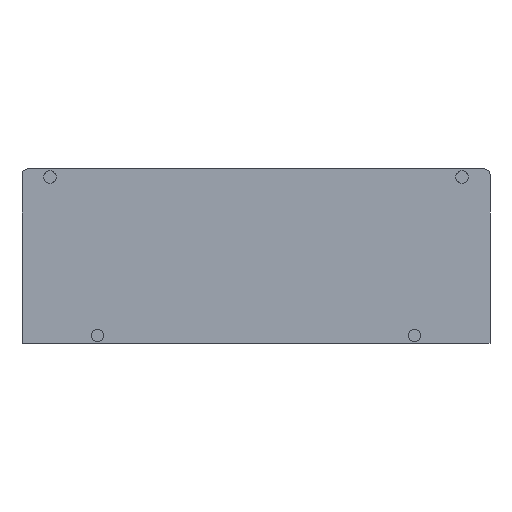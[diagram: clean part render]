
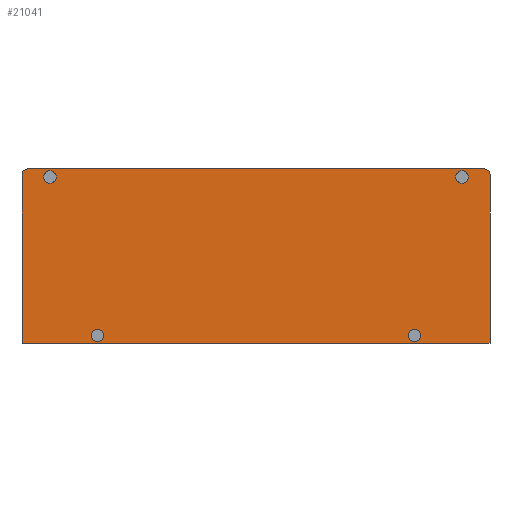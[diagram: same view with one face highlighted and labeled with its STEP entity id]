
A CAD part, front view. The second image highlights one B-rep face of the part: STEP entity #21041.
In plain terms, the highlighted planar face has unit normal (0, -1, 0).
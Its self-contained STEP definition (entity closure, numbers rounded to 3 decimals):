
#326 = CARTESIAN_POINT ( 'NONE',  ( -12.7, -20.25, -13.875 ) ) ;
#437 = AXIS2_PLACEMENT_3D ( 'NONE', #5832, #25846, #17203 ) ;
#495 = LINE ( 'NONE', #25016, #21834 ) ;
#1330 = CARTESIAN_POINT ( 'NONE',  ( -18.75, -20.25, -14. ) ) ;
#1384 = DIRECTION ( 'NONE',  ( 0., 0., -1. ) ) ;
#1770 = EDGE_LOOP ( 'NONE', ( #30116, #26820 ) ) ;
#1887 = CARTESIAN_POINT ( 'NONE',  ( -18.75, -20.25, -14. ) ) ;
#1910 = VERTEX_POINT ( 'NONE', #12656 ) ;
#2616 = DIRECTION ( 'NONE',  ( 0., 0., -1. ) ) ;
#2946 = VERTEX_POINT ( 'NONE', #13327 ) ;
#3623 = VECTOR ( 'NONE', #14556, 1000. ) ;
#3804 = EDGE_CURVE ( 'NONE', #2946, #1910, #20468, .T. ) ;
#3883 = CIRCLE ( 'NONE', #9106, 0.5 ) ;
#3913 = EDGE_CURVE ( 'NONE', #29900, #25520, #3883, .T. ) ;
#4282 = CARTESIAN_POINT ( 'NONE',  ( 18.75, -20.25, -14. ) ) ;
#4428 = CARTESIAN_POINT ( 'NONE',  ( 12.7, -20.25, -13.375 ) ) ;
#4628 = CARTESIAN_POINT ( 'NONE',  ( -18.75, -20.25, -14. ) ) ;
#4713 = CARTESIAN_POINT ( 'NONE',  ( -16.51, -20.25, -1.175 ) ) ;
#4913 = CARTESIAN_POINT ( 'NONE',  ( 12.7, -20.25, -13.375 ) ) ;
#4936 = VERTEX_POINT ( 'NONE', #5843 ) ;
#4970 = CARTESIAN_POINT ( 'NONE',  ( -18.75, -20.25, -14. ) ) ;
#5652 = AXIS2_PLACEMENT_3D ( 'NONE', #24559, #10647, #2616 ) ;
#5832 = CARTESIAN_POINT ( 'NONE',  ( 16.51, -20.25, -0.675 ) ) ;
#5843 = CARTESIAN_POINT ( 'NONE',  ( -16.51, -20.25, -0.175 ) ) ;
#6082 = FACE_BOUND ( 'NONE', #1770, .T. ) ;
#7794 = VERTEX_POINT ( 'NONE', #4282 ) ;
#7978 = DIRECTION ( 'NONE',  ( 0., 0., -1. ) ) ;
#9106 = AXIS2_PLACEMENT_3D ( 'NONE', #12117, #31222, #31575 ) ;
#9568 = VERTEX_POINT ( 'NONE', #29644 ) ;
#9680 = DIRECTION ( 'NONE',  ( 0., 0., -1. ) ) ;
#10244 = CIRCLE ( 'NONE', #13991, 0.5 ) ;
#10294 = DIRECTION ( 'NONE',  ( 0., -1., 0. ) ) ;
#10393 = ORIENTED_EDGE ( 'NONE', *, *, #20018, .F. ) ;
#10647 = DIRECTION ( 'NONE',  ( 0., -1., 0. ) ) ;
#10889 = FACE_BOUND ( 'NONE', #33773, .T. ) ;
#11611 = CARTESIAN_POINT ( 'NONE',  ( 18.75, -20.25, -14. ) ) ;
#12117 = CARTESIAN_POINT ( 'NONE',  ( -12.7, -20.25, -13.375 ) ) ;
#12159 = ORIENTED_EDGE ( 'NONE', *, *, #24415, .F. ) ;
#12581 = EDGE_CURVE ( 'NONE', #29908, #25471, #28150, .T. ) ;
#12656 = CARTESIAN_POINT ( 'NONE',  ( 16.51, -20.25, -1.175 ) ) ;
#13009 = VERTEX_POINT ( 'NONE', #4970 ) ;
#13327 = CARTESIAN_POINT ( 'NONE',  ( 16.51, -20.25, -0.175 ) ) ;
#13518 = EDGE_CURVE ( 'NONE', #9568, #23378, #10244, .T. ) ;
#13807 = CIRCLE ( 'NONE', #21807, 0.5 ) ;
#13991 = AXIS2_PLACEMENT_3D ( 'NONE', #15064, #17851, #28538 ) ;
#14310 = ORIENTED_EDGE ( 'NONE', *, *, #26318, .F. ) ;
#14350 = ORIENTED_EDGE ( 'NONE', *, *, #24676, .F. ) ;
#14486 = VECTOR ( 'NONE', #31973, 1000. ) ;
#14556 = DIRECTION ( 'NONE',  ( 0., 0., 1. ) ) ;
#15064 = CARTESIAN_POINT ( 'NONE',  ( -18.25, -20.25, -0.5 ) ) ;
#15339 = ORIENTED_EDGE ( 'NONE', *, *, #22757, .T. ) ;
#15796 = DIRECTION ( 'NONE',  ( 0., -1., 0. ) ) ;
#16706 = CARTESIAN_POINT ( 'NONE',  ( -16.51, -20.25, -0.675 ) ) ;
#16771 = EDGE_LOOP ( 'NONE', ( #10393, #35843, #21449, #15339, #29046, #19211 ) ) ;
#16958 = CARTESIAN_POINT ( 'NONE',  ( 18.75, -20.25, -0.5 ) ) ;
#17019 = AXIS2_PLACEMENT_3D ( 'NONE', #4913, #35209, #29653 ) ;
#17203 = DIRECTION ( 'NONE',  ( 0., 0., -1. ) ) ;
#17851 = DIRECTION ( 'NONE',  ( 0., -1., 0. ) ) ;
#17885 = EDGE_CURVE ( 'NONE', #13009, #23378, #19229, .T. ) ;
#17990 = CIRCLE ( 'NONE', #437, 0.5 ) ;
#18230 = CARTESIAN_POINT ( 'NONE',  ( -12.7, -20.25, -13.375 ) ) ;
#19211 = ORIENTED_EDGE ( 'NONE', *, *, #34368, .T. ) ;
#19229 = LINE ( 'NONE', #1330, #14486 ) ;
#19238 = AXIS2_PLACEMENT_3D ( 'NONE', #18230, #10294, #29760 ) ;
#19513 = DIRECTION ( 'NONE',  ( 1., 0., 0. ) ) ;
#19628 = FACE_BOUND ( 'NONE', #31653, .T. ) ;
#20018 = EDGE_CURVE ( 'NONE', #9568, #31077, #495, .T. ) ;
#20099 = CIRCLE ( 'NONE', #30062, 0.5 ) ;
#20468 = CIRCLE ( 'NONE', #28937, 0.5 ) ;
#20547 = AXIS2_PLACEMENT_3D ( 'NONE', #29521, #15796, #29399 ) ;
#20673 = CARTESIAN_POINT ( 'NONE',  ( 18.25, -20.25, 0. ) ) ;
#20855 = DIRECTION ( 'NONE',  ( 0., -1., 0. ) ) ;
#20891 = DIRECTION ( 'NONE',  ( 0., -1., 0. ) ) ;
#21041 = ADVANCED_FACE ( 'NONE', ( #35227, #19628, #30055, #6082, #10889 ), #23790, .T. ) ;
#21368 = DIRECTION ( 'NONE',  ( 1., 0., 0. ) ) ;
#21449 = ORIENTED_EDGE ( 'NONE', *, *, #17885, .F. ) ;
#21807 = AXIS2_PLACEMENT_3D ( 'NONE', #16706, #27416, #35641 ) ;
#21834 = VECTOR ( 'NONE', #19513, 1000. ) ;
#22065 = CIRCLE ( 'NONE', #5652, 0.5 ) ;
#22572 = CARTESIAN_POINT ( 'NONE',  ( -12.7, -20.25, -12.875 ) ) ;
#22757 = EDGE_CURVE ( 'NONE', #13009, #7794, #32544, .T. ) ;
#23040 = CARTESIAN_POINT ( 'NONE',  ( 12.7, -20.25, -12.875 ) ) ;
#23378 = VERTEX_POINT ( 'NONE', #31156 ) ;
#23790 = PLANE ( 'NONE',  #31064 ) ;
#24076 = ORIENTED_EDGE ( 'NONE', *, *, #12581, .F. ) ;
#24415 = EDGE_CURVE ( 'NONE', #30013, #4936, #13807, .T. ) ;
#24559 = CARTESIAN_POINT ( 'NONE',  ( -16.51, -20.25, -0.675 ) ) ;
#24676 = EDGE_CURVE ( 'NONE', #4936, #30013, #22065, .T. ) ;
#25016 = CARTESIAN_POINT ( 'NONE',  ( -18.75, -20.25, 0. ) ) ;
#25471 = VERTEX_POINT ( 'NONE', #30624 ) ;
#25512 = CIRCLE ( 'NONE', #19238, 0.5 ) ;
#25520 = VERTEX_POINT ( 'NONE', #326 ) ;
#25846 = DIRECTION ( 'NONE',  ( 0., -1., 0. ) ) ;
#26067 = VECTOR ( 'NONE', #21368, 1000. ) ;
#26318 = EDGE_CURVE ( 'NONE', #25520, #29900, #25512, .T. ) ;
#26330 = ORIENTED_EDGE ( 'NONE', *, *, #32012, .F. ) ;
#26820 = ORIENTED_EDGE ( 'NONE', *, *, #29912, .F. ) ;
#26999 = CIRCLE ( 'NONE', #20547, 0.5 ) ;
#27150 = LINE ( 'NONE', #11611, #3623 ) ;
#27250 = DIRECTION ( 'NONE',  ( 0., -1., 0. ) ) ;
#27416 = DIRECTION ( 'NONE',  ( 0., -1., 0. ) ) ;
#28150 = CIRCLE ( 'NONE', #17019, 0.5 ) ;
#28172 = VERTEX_POINT ( 'NONE', #16958 ) ;
#28538 = DIRECTION ( 'NONE',  ( 0., 0., -1. ) ) ;
#28937 = AXIS2_PLACEMENT_3D ( 'NONE', #33160, #27250, #7978 ) ;
#29046 = ORIENTED_EDGE ( 'NONE', *, *, #29776, .T. ) ;
#29399 = DIRECTION ( 'NONE',  ( 0., 0., -1. ) ) ;
#29521 = CARTESIAN_POINT ( 'NONE',  ( 18.25, -20.25, -0.5 ) ) ;
#29644 = CARTESIAN_POINT ( 'NONE',  ( -18.25, -20.25, 0. ) ) ;
#29653 = DIRECTION ( 'NONE',  ( 0., 0., -1. ) ) ;
#29760 = DIRECTION ( 'NONE',  ( 0., 0., -1. ) ) ;
#29776 = EDGE_CURVE ( 'NONE', #7794, #28172, #27150, .T. ) ;
#29900 = VERTEX_POINT ( 'NONE', #22572 ) ;
#29908 = VERTEX_POINT ( 'NONE', #23040 ) ;
#29912 = EDGE_CURVE ( 'NONE', #1910, #2946, #17990, .T. ) ;
#30013 = VERTEX_POINT ( 'NONE', #4713 ) ;
#30055 = FACE_OUTER_BOUND ( 'NONE', #16771, .T. ) ;
#30062 = AXIS2_PLACEMENT_3D ( 'NONE', #4428, #20891, #9680 ) ;
#30116 = ORIENTED_EDGE ( 'NONE', *, *, #3804, .F. ) ;
#30333 = ORIENTED_EDGE ( 'NONE', *, *, #3913, .F. ) ;
#30624 = CARTESIAN_POINT ( 'NONE',  ( 12.7, -20.25, -13.875 ) ) ;
#31064 = AXIS2_PLACEMENT_3D ( 'NONE', #4628, #20855, #1384 ) ;
#31077 = VERTEX_POINT ( 'NONE', #20673 ) ;
#31156 = CARTESIAN_POINT ( 'NONE',  ( -18.75, -20.25, -0.5 ) ) ;
#31222 = DIRECTION ( 'NONE',  ( 0., -1., 0. ) ) ;
#31575 = DIRECTION ( 'NONE',  ( 0., 0., -1. ) ) ;
#31653 = EDGE_LOOP ( 'NONE', ( #14350, #12159 ) ) ;
#31973 = DIRECTION ( 'NONE',  ( 0., 0., 1. ) ) ;
#32012 = EDGE_CURVE ( 'NONE', #25471, #29908, #20099, .T. ) ;
#32544 = LINE ( 'NONE', #1887, #26067 ) ;
#33160 = CARTESIAN_POINT ( 'NONE',  ( 16.51, -20.25, -0.675 ) ) ;
#33773 = EDGE_LOOP ( 'NONE', ( #24076, #26330 ) ) ;
#34368 = EDGE_CURVE ( 'NONE', #28172, #31077, #26999, .T. ) ;
#35209 = DIRECTION ( 'NONE',  ( 0., -1., 0. ) ) ;
#35227 = FACE_BOUND ( 'NONE', #35691, .T. ) ;
#35641 = DIRECTION ( 'NONE',  ( 0., 0., -1. ) ) ;
#35691 = EDGE_LOOP ( 'NONE', ( #30333, #14310 ) ) ;
#35843 = ORIENTED_EDGE ( 'NONE', *, *, #13518, .T. ) ;
